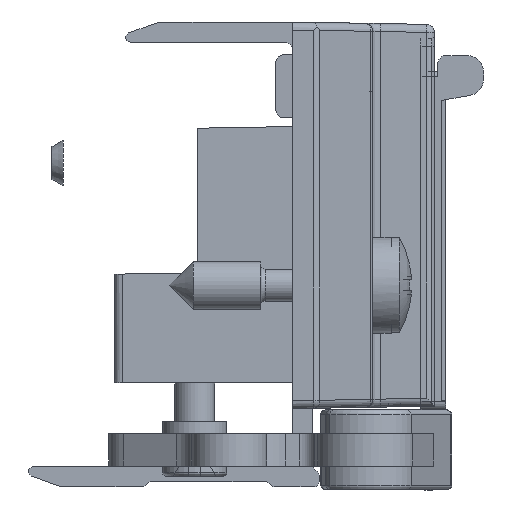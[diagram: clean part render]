
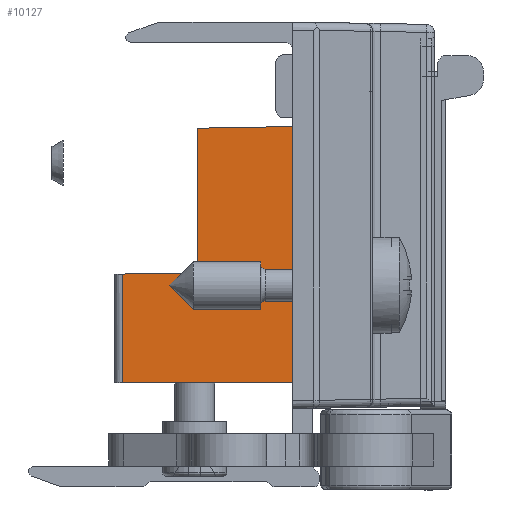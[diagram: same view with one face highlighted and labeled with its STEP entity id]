
A CAD part, front view. The second image highlights one B-rep face of the part: STEP entity #10127.
In plain terms, the highlighted face is planar.
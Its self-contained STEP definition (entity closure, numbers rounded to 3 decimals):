
#521=PLANE('',#10915);
#888=FACE_OUTER_BOUND('',#1499,.T.);
#1499=EDGE_LOOP('',(#7509,#7510,#7511,#7512,#7513,#7514));
#2212=LINE('',#16077,#3116);
#2232=LINE('',#16218,#3136);
#2233=LINE('',#16219,#3137);
#2234=LINE('',#16221,#3138);
#2235=LINE('',#16223,#3139);
#2236=LINE('',#16224,#3140);
#3116=VECTOR('',#12593,1.);
#3136=VECTOR('',#12651,1.);
#3137=VECTOR('',#12652,1.);
#3138=VECTOR('',#12653,1.);
#3139=VECTOR('',#12654,1.);
#3140=VECTOR('',#12655,1.);
#4549=VERTEX_POINT('',#16074);
#4550=VERTEX_POINT('',#16076);
#4572=VERTEX_POINT('',#16216);
#4573=VERTEX_POINT('',#16217);
#4574=VERTEX_POINT('',#16220);
#4575=VERTEX_POINT('',#16222);
#5627=EDGE_CURVE('',#4549,#4550,#2212,.T.);
#5659=EDGE_CURVE('',#4572,#4573,#2232,.T.);
#5660=EDGE_CURVE('',#4550,#4572,#2233,.T.);
#5661=EDGE_CURVE('',#4574,#4549,#2234,.T.);
#5662=EDGE_CURVE('',#4575,#4574,#2235,.T.);
#5663=EDGE_CURVE('',#4573,#4575,#2236,.T.);
#7509=ORIENTED_EDGE('',*,*,#5659,.F.);
#7510=ORIENTED_EDGE('',*,*,#5660,.F.);
#7511=ORIENTED_EDGE('',*,*,#5627,.F.);
#7512=ORIENTED_EDGE('',*,*,#5661,.F.);
#7513=ORIENTED_EDGE('',*,*,#5662,.F.);
#7514=ORIENTED_EDGE('',*,*,#5663,.F.);
#10127=ADVANCED_FACE('',(#888),#521,.T.);
#10915=AXIS2_PLACEMENT_3D('',#16215,#12649,#12650);
#12593=DIRECTION('',(1.,0.,-0.017));
#12649=DIRECTION('center_axis',(0.,1.,0.));
#12650=DIRECTION('ref_axis',(1.,0.,0.));
#12651=DIRECTION('',(1.,0.,-0.017));
#12652=DIRECTION('',(0.,0.,-1.));
#12653=DIRECTION('',(0.,0.,-1.));
#12654=DIRECTION('',(-1.,0.,0.));
#12655=DIRECTION('',(0.,0.,1.));
#16074=CARTESIAN_POINT('',(-7.45,-27.555,46.439));
#16076=CARTESIAN_POINT('',(-2.79,-27.555,46.358));
#16077=CARTESIAN_POINT('',(0.348,-27.555,46.303));
#16215=CARTESIAN_POINT('Origin',(3.754,-27.555,49.73));
#16216=CARTESIAN_POINT('',(-2.79,-27.555,37.349));
#16217=CARTESIAN_POINT('',(3.16,-27.555,37.245));
#16218=CARTESIAN_POINT('',(0.348,-27.555,37.294));
#16219=CARTESIAN_POINT('',(-2.79,-27.555,33.884));
#16220=CARTESIAN_POINT('',(-7.45,-27.555,53.23));
#16221=CARTESIAN_POINT('',(-7.45,-27.555,33.884));
#16222=CARTESIAN_POINT('',(3.16,-27.555,53.23));
#16223=CARTESIAN_POINT('',(0.348,-27.555,53.23));
#16224=CARTESIAN_POINT('',(3.16,-27.555,33.884));
